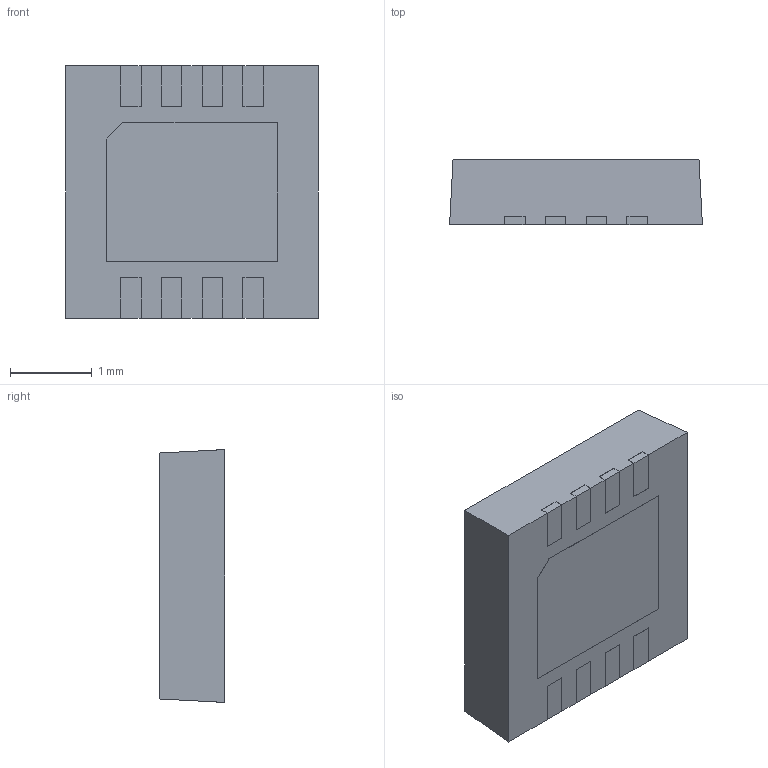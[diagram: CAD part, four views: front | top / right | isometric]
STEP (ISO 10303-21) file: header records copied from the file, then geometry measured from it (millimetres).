
FILE_DESCRIPTION (( 'STEP AP214' ), '1' );
FILE_NAME ('3AFB66E4-D2F6-4306-957C-BBA1BD593C63.STEP', '2024-09-02T08:38:49', ( '' ), ( '' ), 'SwSTEP 2.0', 'SolidWorks 2022', '' );
FILE_SCHEMA (( 'AUTOMOTIVE_DESIGN' ));
Length unit declared in the file: millimetre
Products named in the file (1): 3AFB66E4-D2F6-4306-957C-BBA1BD593C63
Bounding box: 3.1 x 0.8 x 3.1 mm (x, y, z)
Volume: 7.5 mm3; surface area: 28.7 mm2
Topology: 1 solids, 1 shells, 173 faces, 439 edges, 282 vertices
Faces by surface type: plane 119, bspline 52, cone 2
Entity records: 8805 total; most frequent: CARTESIAN_POINT 4067, ORIENTED_EDGE 878, DIRECTION 583, EDGE_CURVE 439, LINE 331, VECTOR 331, VERTEX_POINT 282, EDGE_LOOP 187
